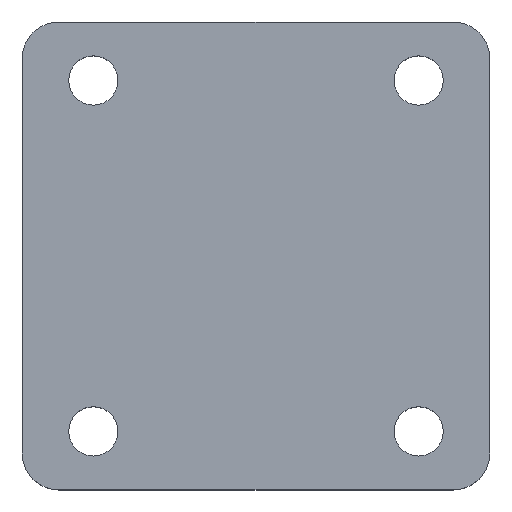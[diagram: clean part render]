
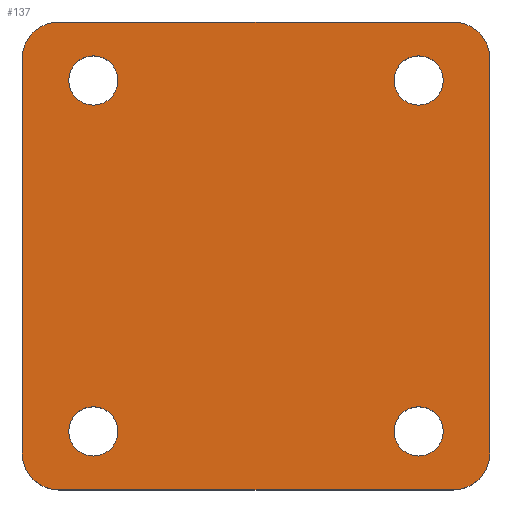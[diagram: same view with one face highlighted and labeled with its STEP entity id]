
A CAD part, top view. The second image highlights one B-rep face of the part: STEP entity #137.
In plain terms, the highlighted planar face has unit normal (0, 0, 1).
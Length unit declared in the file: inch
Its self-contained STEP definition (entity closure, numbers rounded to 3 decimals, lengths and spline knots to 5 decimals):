
#2 = DIRECTION ( 'NONE',  ( -1., 0., 0. ) ) ;
#3 = FACE_BOUND ( 'NONE', #32, .T. ) ;
#5 = CIRCLE ( 'NONE', #370, 0.07874 ) ;
#6 = CARTESIAN_POINT ( 'NONE',  ( -0.52008, -0.56102, 0.09843 ) ) ;
#8 = EDGE_CURVE ( 'NONE', #258, #284, #520, .T. ) ;
#12 = CARTESIAN_POINT ( 'NONE',  ( -0.74803, -0.74803, 0.09843 ) ) ;
#15 = EDGE_CURVE ( 'NONE', #517, #98, #41, .T. ) ;
#16 = CARTESIAN_POINT ( 'NONE',  ( -0.59882, 0.56102, 0.09843 ) ) ;
#17 = CIRCLE ( 'NONE', #276, 0.11811 ) ;
#22 = VERTEX_POINT ( 'NONE', #628 ) ;
#23 = DIRECTION ( 'NONE',  ( 1., 0., 0. ) ) ;
#32 = EDGE_LOOP ( 'NONE', ( #449, #84 ) ) ;
#41 = CIRCLE ( 'NONE', #83, 0.11811 ) ;
#43 = DIRECTION ( 'NONE',  ( 0., 0., 1. ) ) ;
#46 = CARTESIAN_POINT ( 'NONE',  ( -0.52008, 0.56102, 0.09843 ) ) ;
#49 = CARTESIAN_POINT ( 'NONE',  ( 0.62992, 0.62992, 0.09843 ) ) ;
#50 = FACE_OUTER_BOUND ( 'NONE', #120, .T. ) ;
#53 = CARTESIAN_POINT ( 'NONE',  ( 0.62992, -0.62992, 0.09843 ) ) ;
#58 = AXIS2_PLACEMENT_3D ( 'NONE', #228, #415, #324 ) ;
#80 = VERTEX_POINT ( 'NONE', #636 ) ;
#82 = DIRECTION ( 'NONE',  ( 0., 0., 1. ) ) ;
#83 = AXIS2_PLACEMENT_3D ( 'NONE', #490, #43, #299 ) ;
#84 = ORIENTED_EDGE ( 'NONE', *, *, #632, .F. ) ;
#88 = CARTESIAN_POINT ( 'NONE',  ( 0.52008, 0.56102, 0.09843 ) ) ;
#93 = CARTESIAN_POINT ( 'NONE',  ( -0.62992, -0.62992, 0.09843 ) ) ;
#97 = EDGE_CURVE ( 'NONE', #454, #517, #390, .T. ) ;
#98 = VERTEX_POINT ( 'NONE', #493 ) ;
#100 = AXIS2_PLACEMENT_3D ( 'NONE', #88, #643, #577 ) ;
#101 = ORIENTED_EDGE ( 'NONE', *, *, #97, .T. ) ;
#105 = DIRECTION ( 'NONE',  ( 0., 0., 1. ) ) ;
#107 = FACE_BOUND ( 'NONE', #158, .T. ) ;
#108 = ORIENTED_EDGE ( 'NONE', *, *, #15, .T. ) ;
#113 = CARTESIAN_POINT ( 'NONE',  ( -0.52008, -0.56102, 0.09843 ) ) ;
#120 = EDGE_LOOP ( 'NONE', ( #616, #571, #123, #625, #215, #141, #101, #108 ) ) ;
#122 = CARTESIAN_POINT ( 'NONE',  ( 0.52008, -0.56102, 0.09843 ) ) ;
#123 = ORIENTED_EDGE ( 'NONE', *, *, #448, .T. ) ;
#126 = LINE ( 'NONE', #236, #535 ) ;
#133 = VERTEX_POINT ( 'NONE', #260 ) ;
#134 = DIRECTION ( 'NONE',  ( 1., 0., 0. ) ) ;
#136 = DIRECTION ( 'NONE',  ( 0., 1., 0. ) ) ;
#137 = ADVANCED_FACE ( 'NONE', ( #50, #3, #107, #255, #596 ), #561, .F. ) ;
#141 = ORIENTED_EDGE ( 'NONE', *, *, #642, .T. ) ;
#143 = EDGE_CURVE ( 'NONE', #133, #258, #518, .T. ) ;
#145 = VERTEX_POINT ( 'NONE', #600 ) ;
#146 = DIRECTION ( 'NONE',  ( 0., 0., 1. ) ) ;
#149 = DIRECTION ( 'NONE',  ( 0., 0., 1. ) ) ;
#150 = CARTESIAN_POINT ( 'NONE',  ( 0., 0., 0.09843 ) ) ;
#155 = CARTESIAN_POINT ( 'NONE',  ( -0.59882, -0.56102, 0.09843 ) ) ;
#158 = EDGE_LOOP ( 'NONE', ( #618, #601 ) ) ;
#160 = VERTEX_POINT ( 'NONE', #155 ) ;
#166 = AXIS2_PLACEMENT_3D ( 'NONE', #150, #351, #356 ) ;
#170 = CARTESIAN_POINT ( 'NONE',  ( -0.62992, -0.74803, 0.09843 ) ) ;
#190 = EDGE_CURVE ( 'NONE', #98, #354, #553, .T. ) ;
#191 = CIRCLE ( 'NONE', #58, 0.07874 ) ;
#198 = EDGE_CURVE ( 'NONE', #274, #22, #270, .T. ) ;
#200 = DIRECTION ( 'NONE',  ( 0., 0., 1. ) ) ;
#203 = DIRECTION ( 'NONE',  ( 0., 0., 1. ) ) ;
#210 = DIRECTION ( 'NONE',  ( 0., -1., 0. ) ) ;
#215 = ORIENTED_EDGE ( 'NONE', *, *, #8, .T. ) ;
#217 = CIRCLE ( 'NONE', #281, 0.07874 ) ;
#219 = EDGE_CURVE ( 'NONE', #507, #160, #217, .T. ) ;
#221 = CARTESIAN_POINT ( 'NONE',  ( -0.74803, -0.62992, 0.09843 ) ) ;
#228 = CARTESIAN_POINT ( 'NONE',  ( 0.52008, -0.56102, 0.09843 ) ) ;
#235 = AXIS2_PLACEMENT_3D ( 'NONE', #591, #285, #532 ) ;
#236 = CARTESIAN_POINT ( 'NONE',  ( -0.74803, -0.74803, 0.09843 ) ) ;
#248 = DIRECTION ( 'NONE',  ( 1., 0., 0. ) ) ;
#255 = FACE_BOUND ( 'NONE', #527, .T. ) ;
#258 = VERTEX_POINT ( 'NONE', #417 ) ;
#260 = CARTESIAN_POINT ( 'NONE',  ( 0.62992, -0.74803, 0.09843 ) ) ;
#266 = AXIS2_PLACEMENT_3D ( 'NONE', #46, #146, #248 ) ;
#270 = CIRCLE ( 'NONE', #633, 0.07874 ) ;
#274 = VERTEX_POINT ( 'NONE', #16 ) ;
#276 = AXIS2_PLACEMENT_3D ( 'NONE', #49, #149, #2 ) ;
#281 = AXIS2_PLACEMENT_3D ( 'NONE', #6, #203, #400 ) ;
#284 = VERTEX_POINT ( 'NONE', #366 ) ;
#285 = DIRECTION ( 'NONE',  ( 0., 0., 1. ) ) ;
#292 = CARTESIAN_POINT ( 'NONE',  ( 0.44134, 0.56102, 0.09843 ) ) ;
#297 = VERTEX_POINT ( 'NONE', #170 ) ;
#299 = DIRECTION ( 'NONE',  ( -1., 0., 0. ) ) ;
#302 = CIRCLE ( 'NONE', #460, 0.11811 ) ;
#306 = ORIENTED_EDGE ( 'NONE', *, *, #311, .F. ) ;
#308 = ORIENTED_EDGE ( 'NONE', *, *, #219, .F. ) ;
#311 = EDGE_CURVE ( 'NONE', #419, #80, #191, .T. ) ;
#324 = DIRECTION ( 'NONE',  ( 1., 0., 0. ) ) ;
#330 = AXIS2_PLACEMENT_3D ( 'NONE', #113, #422, #23 ) ;
#349 = EDGE_CURVE ( 'NONE', #160, #507, #450, .T. ) ;
#351 = DIRECTION ( 'NONE',  ( 0., 0., -1. ) ) ;
#354 = VERTEX_POINT ( 'NONE', #221 ) ;
#356 = DIRECTION ( 'NONE',  ( -1., 0., 0. ) ) ;
#366 = CARTESIAN_POINT ( 'NONE',  ( 0.74803, 0.62992, 0.09843 ) ) ;
#367 = ORIENTED_EDGE ( 'NONE', *, *, #515, .F. ) ;
#370 = AXIS2_PLACEMENT_3D ( 'NONE', #122, #582, #134 ) ;
#378 = CIRCLE ( 'NONE', #266, 0.07874 ) ;
#389 = DIRECTION ( 'NONE',  ( -1., 0., 0. ) ) ;
#390 = LINE ( 'NONE', #444, #445 ) ;
#399 = EDGE_CURVE ( 'NONE', #541, #145, #574, .T. ) ;
#400 = DIRECTION ( 'NONE',  ( 1., 0., 0. ) ) ;
#404 = DIRECTION ( 'NONE',  ( -1., 0., 0. ) ) ;
#406 = EDGE_CURVE ( 'NONE', #145, #541, #640, .T. ) ;
#407 = CARTESIAN_POINT ( 'NONE',  ( -0.52008, 0.56102, 0.09843 ) ) ;
#415 = DIRECTION ( 'NONE',  ( 0., 0., 1. ) ) ;
#417 = CARTESIAN_POINT ( 'NONE',  ( 0.74803, -0.62992, 0.09843 ) ) ;
#419 = VERTEX_POINT ( 'NONE', #430 ) ;
#422 = DIRECTION ( 'NONE',  ( 0., 0., 1. ) ) ;
#430 = CARTESIAN_POINT ( 'NONE',  ( 0.44134, -0.56102, 0.09843 ) ) ;
#437 = CARTESIAN_POINT ( 'NONE',  ( -0.62992, 0.74803, 0.09843 ) ) ;
#444 = CARTESIAN_POINT ( 'NONE',  ( -0.74803, 0.74803, 0.09843 ) ) ;
#445 = VECTOR ( 'NONE', #644, 39.37008 ) ;
#448 = EDGE_CURVE ( 'NONE', #297, #133, #126, .T. ) ;
#449 = ORIENTED_EDGE ( 'NONE', *, *, #198, .F. ) ;
#450 = CIRCLE ( 'NONE', #330, 0.07874 ) ;
#454 = VERTEX_POINT ( 'NONE', #539 ) ;
#460 = AXIS2_PLACEMENT_3D ( 'NONE', #93, #82, #389 ) ;
#487 = EDGE_CURVE ( 'NONE', #354, #297, #302, .T. ) ;
#490 = CARTESIAN_POINT ( 'NONE',  ( -0.62992, 0.62992, 0.09843 ) ) ;
#493 = CARTESIAN_POINT ( 'NONE',  ( -0.74803, 0.62992, 0.09843 ) ) ;
#499 = ORIENTED_EDGE ( 'NONE', *, *, #349, .F. ) ;
#507 = VERTEX_POINT ( 'NONE', #624 ) ;
#515 = EDGE_CURVE ( 'NONE', #80, #419, #5, .T. ) ;
#517 = VERTEX_POINT ( 'NONE', #437 ) ;
#518 = CIRCLE ( 'NONE', #611, 0.11811 ) ;
#520 = LINE ( 'NONE', #639, #646 ) ;
#527 = EDGE_LOOP ( 'NONE', ( #306, #367 ) ) ;
#528 = VECTOR ( 'NONE', #210, 39.37008 ) ;
#530 = DIRECTION ( 'NONE',  ( 1., 0., 0. ) ) ;
#532 = DIRECTION ( 'NONE',  ( 1., 0., 0. ) ) ;
#535 = VECTOR ( 'NONE', #530, 39.37008 ) ;
#539 = CARTESIAN_POINT ( 'NONE',  ( 0.62992, 0.74803, 0.09843 ) ) ;
#541 = VERTEX_POINT ( 'NONE', #292 ) ;
#553 = LINE ( 'NONE', #12, #528 ) ;
#561 = PLANE ( 'NONE',  #166 ) ;
#571 = ORIENTED_EDGE ( 'NONE', *, *, #487, .T. ) ;
#574 = CIRCLE ( 'NONE', #235, 0.07874 ) ;
#577 = DIRECTION ( 'NONE',  ( 1., 0., 0. ) ) ;
#582 = DIRECTION ( 'NONE',  ( 0., 0., 1. ) ) ;
#587 = EDGE_LOOP ( 'NONE', ( #499, #308 ) ) ;
#591 = CARTESIAN_POINT ( 'NONE',  ( 0.52008, 0.56102, 0.09843 ) ) ;
#596 = FACE_BOUND ( 'NONE', #587, .T. ) ;
#600 = CARTESIAN_POINT ( 'NONE',  ( 0.59882, 0.56102, 0.09843 ) ) ;
#601 = ORIENTED_EDGE ( 'NONE', *, *, #406, .F. ) ;
#609 = DIRECTION ( 'NONE',  ( 1., 0., 0. ) ) ;
#611 = AXIS2_PLACEMENT_3D ( 'NONE', #53, #200, #404 ) ;
#616 = ORIENTED_EDGE ( 'NONE', *, *, #190, .T. ) ;
#618 = ORIENTED_EDGE ( 'NONE', *, *, #399, .F. ) ;
#624 = CARTESIAN_POINT ( 'NONE',  ( -0.44134, -0.56102, 0.09843 ) ) ;
#625 = ORIENTED_EDGE ( 'NONE', *, *, #143, .T. ) ;
#628 = CARTESIAN_POINT ( 'NONE',  ( -0.44134, 0.56102, 0.09843 ) ) ;
#632 = EDGE_CURVE ( 'NONE', #22, #274, #378, .T. ) ;
#633 = AXIS2_PLACEMENT_3D ( 'NONE', #407, #105, #609 ) ;
#636 = CARTESIAN_POINT ( 'NONE',  ( 0.59882, -0.56102, 0.09843 ) ) ;
#639 = CARTESIAN_POINT ( 'NONE',  ( 0.74803, -0.74803, 0.09843 ) ) ;
#640 = CIRCLE ( 'NONE', #100, 0.07874 ) ;
#642 = EDGE_CURVE ( 'NONE', #284, #454, #17, .T. ) ;
#643 = DIRECTION ( 'NONE',  ( 0., 0., 1. ) ) ;
#644 = DIRECTION ( 'NONE',  ( -1., 0., 0. ) ) ;
#646 = VECTOR ( 'NONE', #136, 39.37008 ) ;
